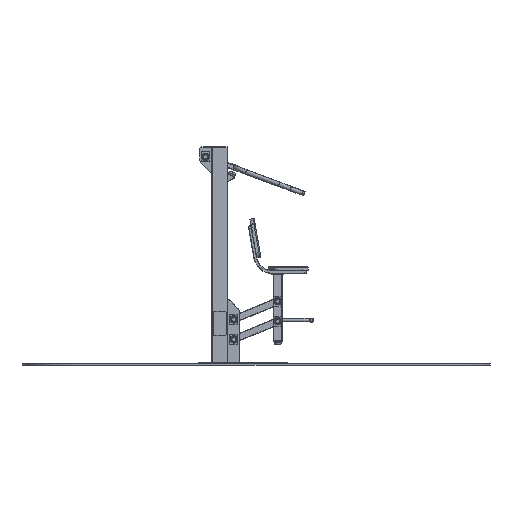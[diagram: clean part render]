
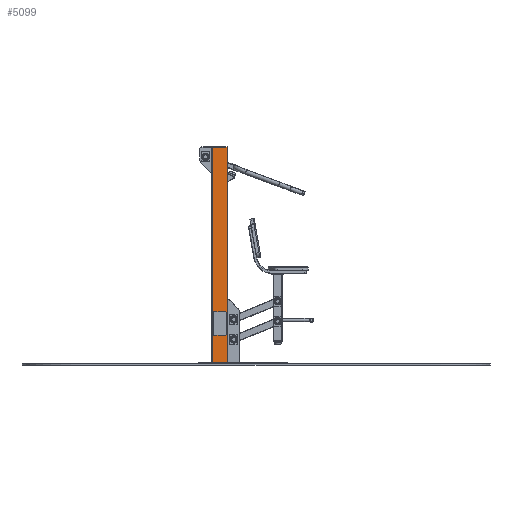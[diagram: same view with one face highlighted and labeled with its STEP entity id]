
A CAD part, front view. The second image highlights one B-rep face of the part: STEP entity #5099.
In plain terms, the highlighted face is planar.
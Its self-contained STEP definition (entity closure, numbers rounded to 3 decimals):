
#5099=ADVANCED_FACE('',(#10637),#10639,.T.);
#10637=FACE_BOUND('',#10638,.T.);
#10638=EDGE_LOOP('',(#15251,#15252,#15253,#15254));
#10639=PLANE('',#10640);
#10640=AXIS2_PLACEMENT_3D('',#10641,#10642,#10643);
#10641=CARTESIAN_POINT('',(7.,0.,0.));
#10642=DIRECTION('',(0.,0.,1.));
#10643=DIRECTION('',(1.,0.,0.));
#15251=ORIENTED_EDGE('',*,*,#17856,.T.);
#15252=ORIENTED_EDGE('',*,*,#17857,.T.);
#15253=ORIENTED_EDGE('',*,*,#17858,.F.);
#15254=ORIENTED_EDGE('',*,*,#17854,.F.);
#17854=EDGE_CURVE('',#19249,#19251,#19252,.T.);
#17856=EDGE_CURVE('',#19249,#19254,#19255,.T.);
#17857=EDGE_CURVE('',#19254,#19256,#19257,.T.);
#17858=EDGE_CURVE('',#19251,#19256,#19258,.T.);
#19249=VERTEX_POINT('',#21699);
#19251=VERTEX_POINT('',#21704);
#19252=LINE('',#21705,#21706);
#19254=VERTEX_POINT('',#21712);
#19255=LINE('',#21713,#21714);
#19256=VERTEX_POINT('',#21716);
#19257=LINE('',#21717,#21718);
#19258=LINE('',#21720,#21721);
#21699=CARTESIAN_POINT('',(7.,0.,0.));
#21704=CARTESIAN_POINT('',(7.,1832.,0.));
#21705=CARTESIAN_POINT('',(7.,0.,0.));
#21706=VECTOR('',#21707,1.);
#21707=DIRECTION('',(0.,1.,0.));
#21712=CARTESIAN_POINT('',(133.,0.,0.));
#21713=CARTESIAN_POINT('',(7.,0.,0.));
#21714=VECTOR('',#21715,1.);
#21715=DIRECTION('',(1.,0.,0.));
#21716=CARTESIAN_POINT('',(133.,1832.,0.));
#21717=CARTESIAN_POINT('',(133.,0.,0.));
#21718=VECTOR('',#21719,1.);
#21719=DIRECTION('',(0.,1.,0.));
#21720=CARTESIAN_POINT('',(7.,1832.,0.));
#21721=VECTOR('',#21722,1.);
#21722=DIRECTION('',(1.,0.,0.));
